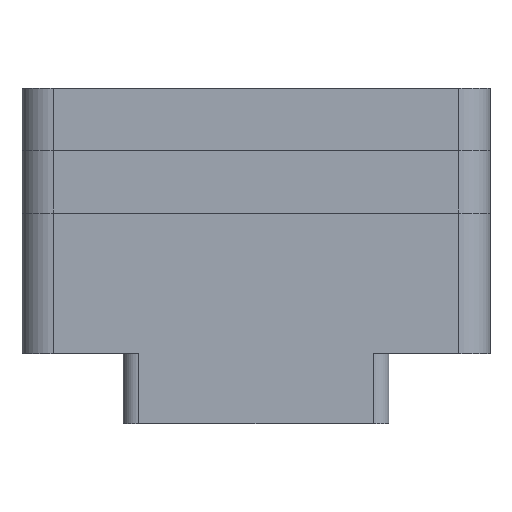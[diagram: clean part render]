
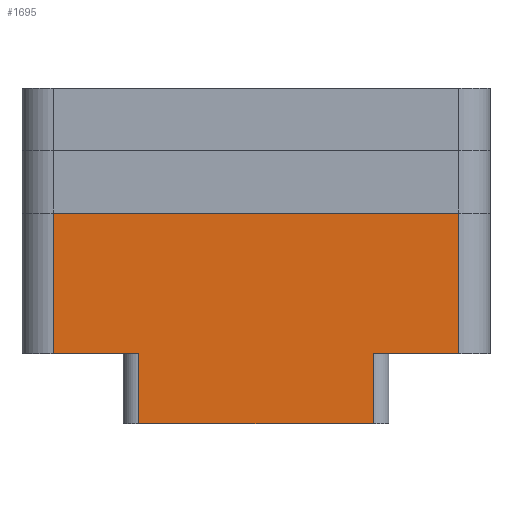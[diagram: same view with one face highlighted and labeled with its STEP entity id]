
A CAD part, front view. The second image highlights one B-rep face of the part: STEP entity #1695.
In plain terms, the highlighted planar face has unit normal (0, -1, 0).
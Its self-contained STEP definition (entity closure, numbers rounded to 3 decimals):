
#60=PLANE('',#1860);
#129=FACE_OUTER_BOUND('',#226,.T.);
#226=EDGE_LOOP('',(#1414,#1415,#1416,#1417,#1418,#1419,#1420,#1421));
#330=LINE('',#2641,#488);
#339=LINE('',#2681,#497);
#383=LINE('',#2816,#541);
#384=LINE('',#2819,#542);
#385=LINE('',#2821,#543);
#386=LINE('',#2823,#544);
#387=LINE('',#2825,#545);
#388=LINE('',#2826,#546);
#488=VECTOR('',#2120,5.475);
#497=VECTOR('',#2151,5.475);
#541=VECTOR('',#2279,15.);
#542=VECTOR('',#2284,4.5);
#543=VECTOR('',#2287,4.5);
#544=VECTOR('',#2288,9.);
#545=VECTOR('',#2289,25.95);
#546=VECTOR('',#2290,9.);
#749=VERTEX_POINT('',#2638);
#750=VERTEX_POINT('',#2640);
#769=VERTEX_POINT('',#2678);
#770=VERTEX_POINT('',#2680);
#818=VERTEX_POINT('',#2813);
#819=VERTEX_POINT('',#2815);
#820=VERTEX_POINT('',#2822);
#821=VERTEX_POINT('',#2824);
#947=EDGE_CURVE('',#749,#750,#330,.T.);
#967=EDGE_CURVE('',#769,#770,#339,.T.);
#1035=EDGE_CURVE('',#818,#819,#383,.T.);
#1037=EDGE_CURVE('',#819,#749,#384,.T.);
#1038=EDGE_CURVE('',#770,#818,#385,.T.);
#1039=EDGE_CURVE('',#769,#820,#386,.T.);
#1040=EDGE_CURVE('',#821,#820,#387,.T.);
#1041=EDGE_CURVE('',#750,#821,#388,.T.);
#1414=ORIENTED_EDGE('',*,*,#947,.F.);
#1415=ORIENTED_EDGE('',*,*,#1037,.F.);
#1416=ORIENTED_EDGE('',*,*,#1035,.F.);
#1417=ORIENTED_EDGE('',*,*,#1038,.F.);
#1418=ORIENTED_EDGE('',*,*,#967,.F.);
#1419=ORIENTED_EDGE('',*,*,#1039,.T.);
#1420=ORIENTED_EDGE('',*,*,#1040,.F.);
#1421=ORIENTED_EDGE('',*,*,#1041,.F.);
#1695=ADVANCED_FACE('',(#129),#60,.T.);
#1860=AXIS2_PLACEMENT_3D('',#2820,#2285,#2286);
#2120=DIRECTION('',(-1.,0.,0.));
#2151=DIRECTION('',(-1.,0.,0.));
#2279=DIRECTION('',(-1.,0.,0.));
#2284=DIRECTION('',(0.,0.,1.));
#2285=DIRECTION('center_axis',(0.,-1.,0.));
#2286=DIRECTION('ref_axis',(1.,0.,0.));
#2287=DIRECTION('',(0.,0.,-1.));
#2288=DIRECTION('',(0.,0.,1.));
#2289=DIRECTION('',(1.,0.,0.));
#2290=DIRECTION('',(0.,0.,1.));
#2638=CARTESIAN_POINT('',(-7.5,-6.279,0.3));
#2640=CARTESIAN_POINT('',(-12.975,-6.279,0.3));
#2641=CARTESIAN_POINT('',(12.975,-6.279,0.3));
#2678=CARTESIAN_POINT('',(12.975,-6.279,0.3));
#2680=CARTESIAN_POINT('',(7.5,-6.279,0.3));
#2681=CARTESIAN_POINT('',(12.975,-6.279,0.3));
#2813=CARTESIAN_POINT('',(7.5,-6.279,-4.2));
#2815=CARTESIAN_POINT('',(-7.5,-6.279,-4.2));
#2816=CARTESIAN_POINT('',(-12.975,-6.279,-4.2));
#2819=CARTESIAN_POINT('',(-7.5,-6.279,0.3));
#2820=CARTESIAN_POINT('Origin',(-12.975,-6.279,0.3));
#2821=CARTESIAN_POINT('',(7.5,-6.279,0.3));
#2822=CARTESIAN_POINT('',(12.975,-6.279,9.3));
#2823=CARTESIAN_POINT('',(12.975,-6.279,0.3));
#2824=CARTESIAN_POINT('',(-12.975,-6.279,9.3));
#2825=CARTESIAN_POINT('',(-12.975,-6.279,9.3));
#2826=CARTESIAN_POINT('',(-12.975,-6.279,0.3));
